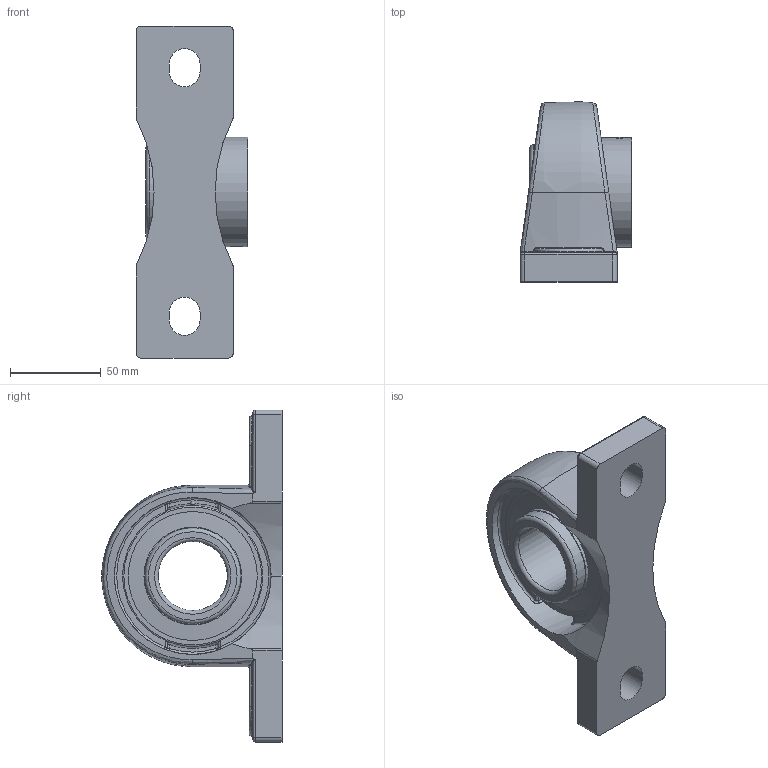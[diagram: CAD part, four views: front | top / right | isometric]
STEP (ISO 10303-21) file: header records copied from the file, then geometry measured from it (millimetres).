
FILE_DESCRIPTION(('HOOPS Exchange Step'),'2;1');
FILE_NAME('export-FE7F92DF-A60D-4C3C-9DA4-D7F6DE4FF33A.stp','2020-05-21T08:20:25-07:00',('dkerr'),('Alibre'),'HOOPS Exchange 2020.0','Alibre','Unknown authorisation');
FILE_SCHEMA( ('AP242_MANAGED_MODEL_BASED_3D_ENGINEERING_MIM_LF {1 0 10303 442 1 1 4 }') );
Length unit declared in the file: inch
Products named in the file (8): MRN SPM 208 L4L; SHC 208 (Ball Bearing); SHC 208-24 L4L (1.500inch) (Race); SHC 208 (Shield); SHC 208 (Setscrew); SHC 208-24 (Collar); MRN SHC 208-24 L4L (1.500inch); MRN SHCSPM 208-24 L4L (1.500inch)
Assembly tree (7 placements, depth 3):
  MRN SHCSPM 208-24 L4L (1.500inch)
    MRN SPM 208 L4L
    MRN SHC 208-24 L4L (1.500inch)
      SHC 208 (Ball Bearing)
      SHC 208-24 L4L (1.500inch) (Race)
      SHC 208 (Shield)
      SHC 208 (Setscrew)
      SHC 208-24 (Collar)
Bounding box: 61.65 x 99.23 x 183 mm (x, y, z)
Volume: 307473.1 mm3; surface area: 93450.4 mm2
Topology: 16 solids, 16 shells, 198 faces, 520 edges, 333 vertices
Faces by surface type: cylinder 69, plane 53, torus 26, bspline 22, sphere 16, cone 12
Full cylindrical faces by diameter (mm): 7.925 x1, 7.938 x2, 38.1 x2, 48.768 x2, 52.832 x4, 53.848 x2, 60.3 x1, 69.215 x2, 71.12 x4, 86.408 x2, 88.22 x1
Entity records: 13232 total; most frequent: CARTESIAN_POINT 8182, DIRECTION 1061, ORIENTED_EDGE 986, EDGE_CURVE 493, AXIS2_PLACEMENT_3D 452, VERTEX_POINT 333, CIRCLE 233, EDGE_LOOP 222
